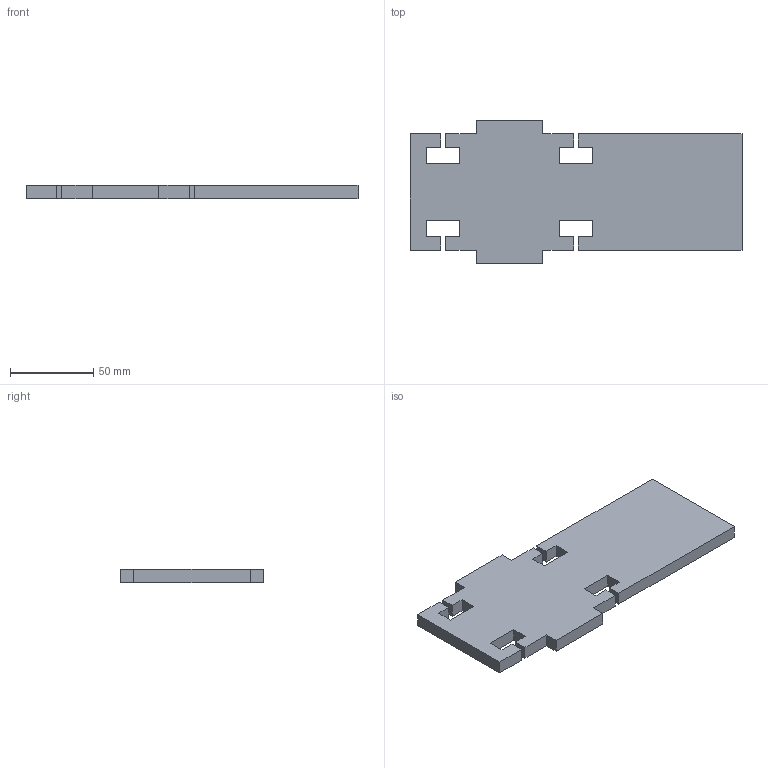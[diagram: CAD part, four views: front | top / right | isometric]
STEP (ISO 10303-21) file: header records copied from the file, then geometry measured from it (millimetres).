
FILE_DESCRIPTION((''),'2;1');
FILE_NAME('S2','2017-05-22T',('salasloc'),(''),'CREO PARAMETRIC BY PTC INC, 2015080','CREO PARAMETRIC BY PTC INC, 2015080','');
FILE_SCHEMA(('CONFIG_CONTROL_DESIGN'));
Length unit declared in the file: millimetre
Products named in the file (1): S2
Bounding box: 200 x 86 x 8 mm (x, y, z)
Volume: 109952 mm3; surface area: 34304 mm2
Topology: 1 solids, 1 shells, 46 faces, 132 edges, 88 vertices
Faces by surface type: plane 46
Entity records: 1514 total; most frequent: CARTESIAN_POINT 266, ORIENTED_EDGE 264, DIRECTION 224, VECTOR 132, LINE 132, EDGE_CURVE 132, VERTEX_POINT 88, AXIS2_PLACEMENT_3D 46
